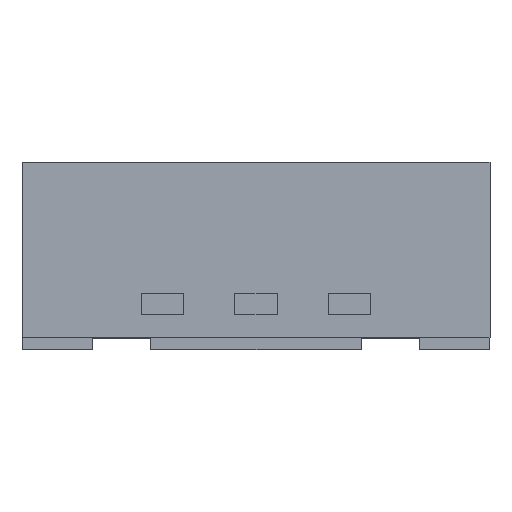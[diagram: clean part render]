
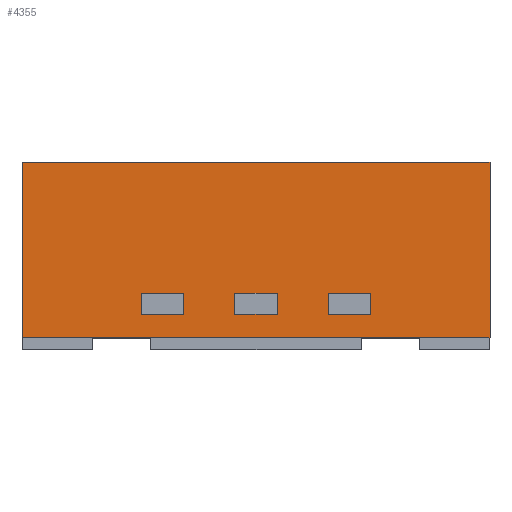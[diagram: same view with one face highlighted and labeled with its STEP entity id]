
A CAD part, top view. The second image highlights one B-rep face of the part: STEP entity #4355.
In plain terms, the highlighted planar face has unit normal (0, 0, 1).
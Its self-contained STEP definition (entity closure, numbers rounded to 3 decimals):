
#21 = ORIENTED_EDGE ( 'NONE', *, *, #2829, .T. ) ;
#30 = CARTESIAN_POINT ( 'NONE',  ( 1., 0.05, 1. ) ) ;
#62 = CARTESIAN_POINT ( 'NONE',  ( -1., 4.428, 1. ) ) ;
#160 = VERTEX_POINT ( 'NONE', #1039 ) ;
#166 = VERTEX_POINT ( 'NONE', #3441 ) ;
#212 = ORIENTED_EDGE ( 'NONE', *, *, #2460, .F. ) ;
#255 = ORIENTED_EDGE ( 'NONE', *, *, #4187, .F. ) ;
#272 = LINE ( 'NONE', #1803, #3550 ) ;
#308 = EDGE_LOOP ( 'NONE', ( #3623, #4788, #212, #1692 ) ) ;
#338 = VERTEX_POINT ( 'NONE', #4290 ) ;
#432 = LINE ( 'NONE', #3492, #1532 ) ;
#544 = CARTESIAN_POINT ( 'NONE',  ( 0.49, 0.15, 1. ) ) ;
#595 = EDGE_CURVE ( 'NONE', #4616, #1558, #1514, .T. ) ;
#645 = ORIENTED_EDGE ( 'NONE', *, *, #3040, .F. ) ;
#662 = CARTESIAN_POINT ( 'NONE',  ( -0.09, 0.15, 1. ) ) ;
#725 = ORIENTED_EDGE ( 'NONE', *, *, #1598, .F. ) ;
#768 = VECTOR ( 'NONE', #1136, 1000. ) ;
#779 = VECTOR ( 'NONE', #4119, 1000. ) ;
#805 = ORIENTED_EDGE ( 'NONE', *, *, #1747, .F. ) ;
#933 = CARTESIAN_POINT ( 'NONE',  ( 1., 0.8, 1. ) ) ;
#949 = CARTESIAN_POINT ( 'NONE',  ( 1., 0.05, 1. ) ) ;
#965 = LINE ( 'NONE', #2867, #2850 ) ;
#1005 = VECTOR ( 'NONE', #3821, 1000. ) ;
#1039 = CARTESIAN_POINT ( 'NONE',  ( 0.49, 0.24, 1. ) ) ;
#1055 = EDGE_LOOP ( 'NONE', ( #2462, #2344, #21, #2918 ) ) ;
#1058 = CARTESIAN_POINT ( 'NONE',  ( -0.49, 0.15, 1. ) ) ;
#1066 = ORIENTED_EDGE ( 'NONE', *, *, #1445, .F. ) ;
#1087 = DIRECTION ( 'NONE',  ( -1., 0., 0. ) ) ;
#1100 = VERTEX_POINT ( 'NONE', #1496 ) ;
#1111 = CARTESIAN_POINT ( 'NONE',  ( 0.09, 0.24, 1. ) ) ;
#1136 = DIRECTION ( 'NONE',  ( -1., 0., 0. ) ) ;
#1174 = VECTOR ( 'NONE', #3698, 1000. ) ;
#1215 = CARTESIAN_POINT ( 'NONE',  ( 0.31, 0.24, 1. ) ) ;
#1261 = CARTESIAN_POINT ( 'NONE',  ( 1., 0.8, 1. ) ) ;
#1315 = DIRECTION ( 'NONE',  ( 1., 0., 0. ) ) ;
#1350 = CARTESIAN_POINT ( 'NONE',  ( 0.31, 0.24, 1. ) ) ;
#1416 = ORIENTED_EDGE ( 'NONE', *, *, #2807, .F. ) ;
#1429 = DIRECTION ( 'NONE',  ( 1., 0., 0. ) ) ;
#1438 = VECTOR ( 'NONE', #2078, 1000. ) ;
#1441 = EDGE_CURVE ( 'NONE', #1558, #3774, #272, .T. ) ;
#1445 = EDGE_CURVE ( 'NONE', #3572, #2300, #1884, .T. ) ;
#1496 = CARTESIAN_POINT ( 'NONE',  ( 0.09, 0.15, 1. ) ) ;
#1514 = LINE ( 'NONE', #4174, #2804 ) ;
#1532 = VECTOR ( 'NONE', #1968, 1000. ) ;
#1551 = LINE ( 'NONE', #3066, #4297 ) ;
#1558 = VERTEX_POINT ( 'NONE', #3133 ) ;
#1581 = VECTOR ( 'NONE', #2398, 1000. ) ;
#1598 = EDGE_CURVE ( 'NONE', #1100, #3572, #432, .T. ) ;
#1617 = EDGE_CURVE ( 'NONE', #4265, #2917, #3230, .T. ) ;
#1619 = EDGE_CURVE ( 'NONE', #2103, #166, #2082, .T. ) ;
#1692 = ORIENTED_EDGE ( 'NONE', *, *, #1441, .F. ) ;
#1747 = EDGE_CURVE ( 'NONE', #338, #1100, #2058, .T. ) ;
#1803 = CARTESIAN_POINT ( 'NONE',  ( 0.31, 0.15, 1. ) ) ;
#1839 = FACE_BOUND ( 'NONE', #308, .T. ) ;
#1849 = VERTEX_POINT ( 'NONE', #4937 ) ;
#1864 = FACE_BOUND ( 'NONE', #4597, .T. ) ;
#1884 = LINE ( 'NONE', #4571, #768 ) ;
#1895 = DIRECTION ( 'NONE',  ( 0., -1., 0. ) ) ;
#1916 = FACE_BOUND ( 'NONE', #3630, .T. ) ;
#1968 = DIRECTION ( 'NONE',  ( 0., 1., 0. ) ) ;
#2058 = LINE ( 'NONE', #662, #1174 ) ;
#2078 = DIRECTION ( 'NONE',  ( 0., -1., 0. ) ) ;
#2082 = LINE ( 'NONE', #3555, #3184 ) ;
#2103 = VERTEX_POINT ( 'NONE', #2227 ) ;
#2124 = VECTOR ( 'NONE', #3219, 1000. ) ;
#2137 = DIRECTION ( 'NONE',  ( -1., 0., 0. ) ) ;
#2170 = DIRECTION ( 'NONE',  ( 0., -1., 0. ) ) ;
#2227 = CARTESIAN_POINT ( 'NONE',  ( -0.31, 0.24, 1. ) ) ;
#2300 = VERTEX_POINT ( 'NONE', #3138 ) ;
#2314 = VECTOR ( 'NONE', #3000, 1000. ) ;
#2344 = ORIENTED_EDGE ( 'NONE', *, *, #2502, .T. ) ;
#2357 = DIRECTION ( 'NONE',  ( -1., 0., 0. ) ) ;
#2398 = DIRECTION ( 'NONE',  ( 0., -1., 0. ) ) ;
#2460 = EDGE_CURVE ( 'NONE', #3774, #160, #2973, .T. ) ;
#2462 = ORIENTED_EDGE ( 'NONE', *, *, #1617, .F. ) ;
#2502 = EDGE_CURVE ( 'NONE', #4265, #1849, #4768, .T. ) ;
#2580 = PLANE ( 'NONE',  #3486 ) ;
#2634 = CARTESIAN_POINT ( 'NONE',  ( 1., 4.428, 1. ) ) ;
#2780 = LINE ( 'NONE', #1215, #4050 ) ;
#2804 = VECTOR ( 'NONE', #2170, 1000. ) ;
#2807 = EDGE_CURVE ( 'NONE', #2300, #338, #1551, .T. ) ;
#2820 = LINE ( 'NONE', #4716, #1581 ) ;
#2829 = EDGE_CURVE ( 'NONE', #1849, #4107, #3889, .T. ) ;
#2850 = VECTOR ( 'NONE', #4112, 1000. ) ;
#2867 = CARTESIAN_POINT ( 'NONE',  ( 1., 4.428, 1. ) ) ;
#2917 = VERTEX_POINT ( 'NONE', #1261 ) ;
#2918 = ORIENTED_EDGE ( 'NONE', *, *, #3480, .F. ) ;
#2973 = LINE ( 'NONE', #4539, #2314 ) ;
#3000 = DIRECTION ( 'NONE',  ( 0., 1., 0. ) ) ;
#3040 = EDGE_CURVE ( 'NONE', #4838, #4407, #3330, .T. ) ;
#3066 = CARTESIAN_POINT ( 'NONE',  ( -0.09, 0.15, 1. ) ) ;
#3133 = CARTESIAN_POINT ( 'NONE',  ( 0.31, 0.15, 1. ) ) ;
#3138 = CARTESIAN_POINT ( 'NONE',  ( -0.09, 0.24, 1. ) ) ;
#3184 = VECTOR ( 'NONE', #2137, 1000. ) ;
#3219 = DIRECTION ( 'NONE',  ( 1., 0., 0. ) ) ;
#3230 = LINE ( 'NONE', #933, #4890 ) ;
#3330 = LINE ( 'NONE', #1058, #779 ) ;
#3359 = LINE ( 'NONE', #4931, #1005 ) ;
#3441 = CARTESIAN_POINT ( 'NONE',  ( -0.49, 0.24, 1. ) ) ;
#3480 = EDGE_CURVE ( 'NONE', #2917, #4107, #965, .T. ) ;
#3486 = AXIS2_PLACEMENT_3D ( 'NONE', #2634, #4550, #1087 ) ;
#3492 = CARTESIAN_POINT ( 'NONE',  ( 0.09, 0.15, 1. ) ) ;
#3495 = ORIENTED_EDGE ( 'NONE', *, *, #4042, .F. ) ;
#3497 = CARTESIAN_POINT ( 'NONE',  ( -0.31, 0.15, 1. ) ) ;
#3550 = VECTOR ( 'NONE', #1429, 1000. ) ;
#3555 = CARTESIAN_POINT ( 'NONE',  ( -0.49, 0.24, 1. ) ) ;
#3572 = VERTEX_POINT ( 'NONE', #1111 ) ;
#3623 = ORIENTED_EDGE ( 'NONE', *, *, #595, .F. ) ;
#3630 = EDGE_LOOP ( 'NONE', ( #4116, #3495, #645, #255 ) ) ;
#3698 = DIRECTION ( 'NONE',  ( 1., 0., 0. ) ) ;
#3774 = VERTEX_POINT ( 'NONE', #544 ) ;
#3776 = EDGE_CURVE ( 'NONE', #160, #4616, #2780, .T. ) ;
#3821 = DIRECTION ( 'NONE',  ( 0., 1., 0. ) ) ;
#3889 = LINE ( 'NONE', #949, #2124 ) ;
#4042 = EDGE_CURVE ( 'NONE', #4407, #2103, #3359, .T. ) ;
#4050 = VECTOR ( 'NONE', #2357, 1000. ) ;
#4107 = VERTEX_POINT ( 'NONE', #30 ) ;
#4112 = DIRECTION ( 'NONE',  ( 0., -1., 0. ) ) ;
#4116 = ORIENTED_EDGE ( 'NONE', *, *, #1619, .F. ) ;
#4119 = DIRECTION ( 'NONE',  ( 1., 0., 0. ) ) ;
#4174 = CARTESIAN_POINT ( 'NONE',  ( 0.31, 0.15, 1. ) ) ;
#4187 = EDGE_CURVE ( 'NONE', #166, #4838, #2820, .T. ) ;
#4265 = VERTEX_POINT ( 'NONE', #4818 ) ;
#4290 = CARTESIAN_POINT ( 'NONE',  ( -0.09, 0.15, 1. ) ) ;
#4297 = VECTOR ( 'NONE', #1895, 1000. ) ;
#4355 = ADVANCED_FACE ( 'NONE', ( #1916, #1864, #1839, #4499 ), #2580, .F. ) ;
#4407 = VERTEX_POINT ( 'NONE', #3497 ) ;
#4499 = FACE_OUTER_BOUND ( 'NONE', #1055, .T. ) ;
#4539 = CARTESIAN_POINT ( 'NONE',  ( 0.49, 0.15, 1. ) ) ;
#4550 = DIRECTION ( 'NONE',  ( 0., 0., -1. ) ) ;
#4571 = CARTESIAN_POINT ( 'NONE',  ( -0.09, 0.24, 1. ) ) ;
#4597 = EDGE_LOOP ( 'NONE', ( #1416, #1066, #725, #805 ) ) ;
#4616 = VERTEX_POINT ( 'NONE', #1350 ) ;
#4716 = CARTESIAN_POINT ( 'NONE',  ( -0.49, 0.15, 1. ) ) ;
#4768 = LINE ( 'NONE', #62, #1438 ) ;
#4788 = ORIENTED_EDGE ( 'NONE', *, *, #3776, .F. ) ;
#4818 = CARTESIAN_POINT ( 'NONE',  ( -1., 0.8, 1. ) ) ;
#4838 = VERTEX_POINT ( 'NONE', #4943 ) ;
#4890 = VECTOR ( 'NONE', #1315, 1000. ) ;
#4931 = CARTESIAN_POINT ( 'NONE',  ( -0.31, 0.15, 1. ) ) ;
#4937 = CARTESIAN_POINT ( 'NONE',  ( -1., 0.05, 1. ) ) ;
#4943 = CARTESIAN_POINT ( 'NONE',  ( -0.49, 0.15, 1. ) ) ;
